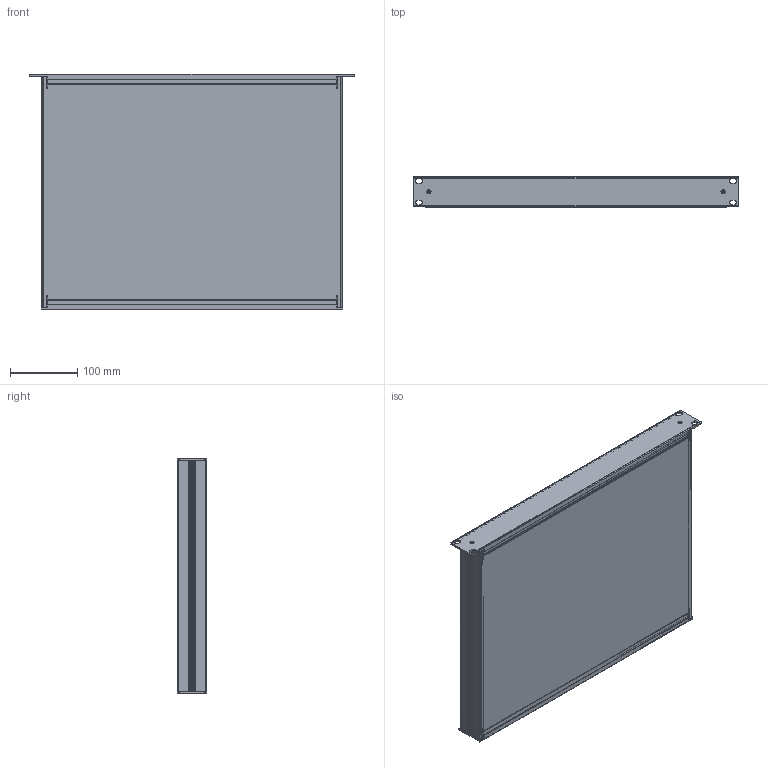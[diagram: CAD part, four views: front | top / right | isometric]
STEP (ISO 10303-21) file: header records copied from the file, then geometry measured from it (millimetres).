
FILE_DESCRIPTION((''),'2;1');
FILE_NAME('3687818_ASM','2014-09-02T',('wkoerber'),(''),'PRO/ENGINEER BY PARAMETRIC TECHNOLOGY CORPORATION, 2010160','PRO/ENGINEER BY PARAMETRIC TECHNOLOGY CORPORATION, 2010160','');
FILE_SCHEMA(('AUTOMOTIVE_DESIGN { 1 0 10303 214 1 1 1 1 }'));
Length unit declared in the file: millimetre
Products named in the file (6): RIBOX-SEITENPROFIL-343; RIBOX-FRONTPLATTE-19ZOLL; DEI7046-1_030_012_ST; RIBOX-FRONTPLATTE-TISCH; RIBOX-DECKBLECH-UNIV_342; 3687818_ASM
Assembly tree (10 placements, depth 2):
  3687818_ASM
    RIBOX-SEITENPROFIL-343  x2
    RIBOX-FRONTPLATTE-19ZOLL
    DEI7046-1_030_012_ST  x4
    RIBOX-FRONTPLATTE-TISCH
    RIBOX-DECKBLECH-UNIV_342  x2
Bounding box: 482.1 x 44.1 x 349.8 mm (x, y, z)
Volume: 559475.3 mm3; surface area: 895705.1 mm2
Topology: 10 solids, 14 shells, 520 faces, 1356 edges, 860 vertices
Faces by surface type: plane 356, cylinder 140, cone 24
Entity records: 10626 total; most frequent: CARTESIAN_POINT 1780, ORIENTED_EDGE 1700, DIRECTION 1684, EDGE_CURVE 852, VECTOR 662, LINE 662, VERTEX_POINT 555, AXIS2_PLACEMENT_3D 511
